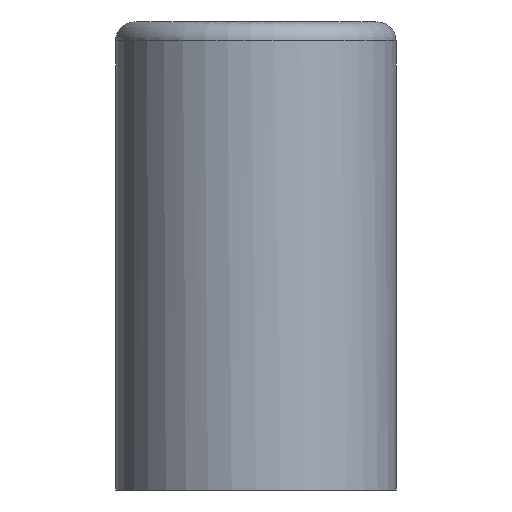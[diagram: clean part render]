
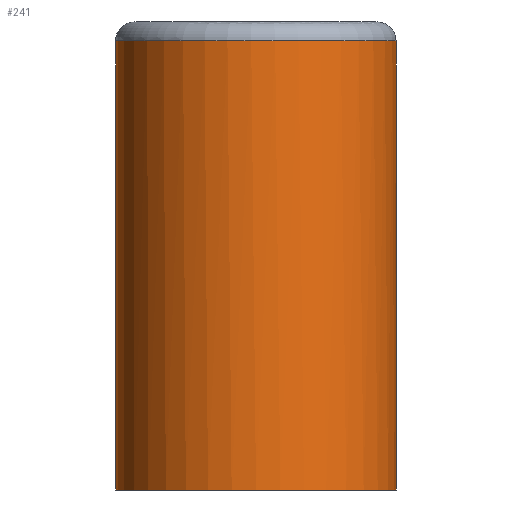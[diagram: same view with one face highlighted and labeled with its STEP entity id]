
A CAD part, front view. The second image highlights one B-rep face of the part: STEP entity #241.
In plain terms, the highlighted cylindrical face has radius 1.5 mm (diameter 3 mm), a full revolution.
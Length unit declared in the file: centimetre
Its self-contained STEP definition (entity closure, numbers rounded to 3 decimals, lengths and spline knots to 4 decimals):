
#16=LINE($,#420,#30);
#17=LINE($,#423,#31);
#30=VECTOR($,#325,0.4);
#31=VECTOR($,#328,0.4);
#44=CYLINDRICAL_SURFACE($,#270,0.15);
#59=FACE_BOUND($,#87,.T.);
#68=FACE_OUTER_BOUND($,#86,.T.);
#86=EDGE_LOOP($,(#188,#189,#190,#191));
#87=EDGE_LOOP($,(#192));
#102=CIRCLE($,#262,0.15);
#107=CIRCLE($,#269,0.15);
#108=CIRCLE($,#271,0.15);
#117=VERTEX_POINT($,#375);
#120=VERTEX_POINT($,#389);
#127=VERTEX_POINT($,#416);
#128=VERTEX_POINT($,#419);
#129=VERTEX_POINT($,#421);
#143=EDGE_CURVE($,#120,#117,#102,.T.);
#151=EDGE_CURVE($,#127,#127,#107,.T.);
#152=EDGE_CURVE($,#120,#128,#16,.T.);
#153=EDGE_CURVE($,#128,#129,#108,.T.);
#154=EDGE_CURVE($,#117,#129,#17,.T.);
#188=ORIENTED_EDGE($,*,*,#152,.T.);
#189=ORIENTED_EDGE($,*,*,#153,.T.);
#190=ORIENTED_EDGE($,*,*,#154,.F.);
#191=ORIENTED_EDGE($,*,*,#143,.F.);
#192=ORIENTED_EDGE($,*,*,#151,.F.);
#241=ADVANCED_FACE($,(#68,#59),#44,.T.);
#262=AXIS2_PLACEMENT_3D($,#400,#304,#305);
#269=AXIS2_PLACEMENT_3D($,#417,#321,#322);
#270=AXIS2_PLACEMENT_3D($,#418,#323,#324);
#271=AXIS2_PLACEMENT_3D($,#422,#326,#327);
#304=DIRECTION('center_axis',(0.,0.,-1.));
#305=DIRECTION('ref_axis',(0.,1.,0.));
#321=DIRECTION('center_axis',(0.,0.,1.));
#322=DIRECTION('ref_axis',(-0.707,-0.707,0.));
#323=DIRECTION('center_axis',(0.,0.,-1.));
#324=DIRECTION('ref_axis',(-0.707,-0.707,0.));
#325=DIRECTION($,(0.,0.,-1.));
#326=DIRECTION('center_axis',(0.,0.,1.));
#327=DIRECTION('ref_axis',(0.707,-0.707,0.));
#328=DIRECTION($,(0.,0.,-1.));
#375=CARTESIAN_POINT('',(-13.85,14.,0.4));
#389=CARTESIAN_POINT('',(-14.15,14.,0.4));
#400=CARTESIAN_POINT('Origin',(-14.,14.,0.4));
#416=CARTESIAN_POINT('',(-13.8939,14.1061,0.48));
#417=CARTESIAN_POINT('Origin',(-14.,14.,0.48));
#418=CARTESIAN_POINT('Origin',(-14.,14.,0.15));
#419=CARTESIAN_POINT('',(-14.15,14.,0.));
#420=CARTESIAN_POINT($,(-14.15,14.,0.15));
#421=CARTESIAN_POINT('',(-13.85,14.,0.));
#422=CARTESIAN_POINT('Origin',(-14.,14.,0.));
#423=CARTESIAN_POINT($,(-13.85,14.,0.15));
